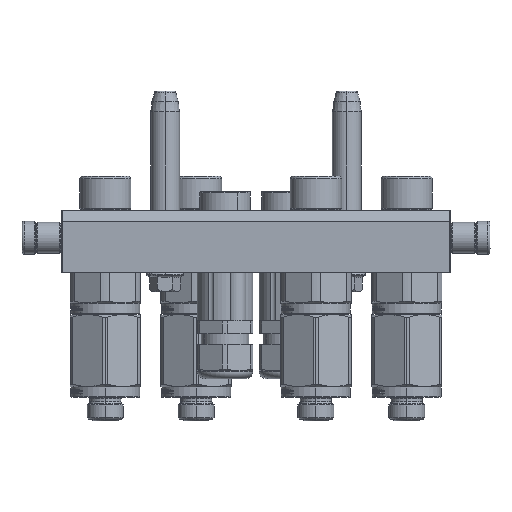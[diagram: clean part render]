
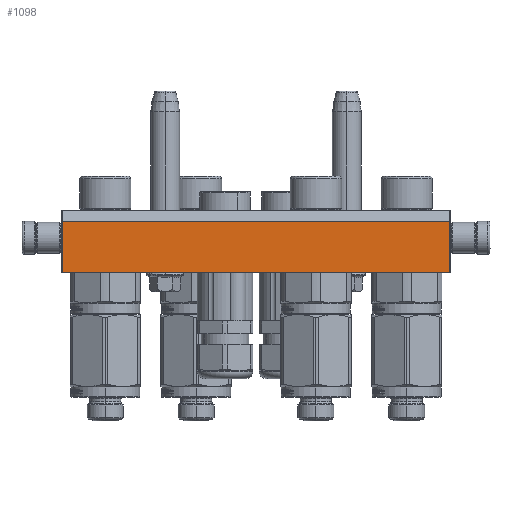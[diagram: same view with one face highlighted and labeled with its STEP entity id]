
A CAD part, left-side view. The second image highlights one B-rep face of the part: STEP entity #1098.
In plain terms, the highlighted face is planar.
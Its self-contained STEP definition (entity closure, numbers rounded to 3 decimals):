
#1080 = VERTEX_POINT ( 'NONE', #9297 ) ;
#1098 = ADVANCED_FACE ( 'NONE', ( #63853 ), #30067, .T. ) ;
#1179 = CARTESIAN_POINT ( 'NONE',  ( -93.5, 15., -45. ) ) ;
#4710 = DIRECTION ( 'NONE',  ( -1., 0., 0. ) ) ;
#7269 = ORIENTED_EDGE ( 'NONE', *, *, #12195, .T. ) ;
#7401 = LINE ( 'NONE', #30906, #31932 ) ;
#9236 = ORIENTED_EDGE ( 'NONE', *, *, #62538, .F. ) ;
#9297 = CARTESIAN_POINT ( 'NONE',  ( 93.5, -10., -45. ) ) ;
#12195 = EDGE_CURVE ( 'NONE', #15972, #35034, #7401, .T. ) ;
#14293 = CARTESIAN_POINT ( 'NONE',  ( -93.5, -10., -45. ) ) ;
#15972 = VERTEX_POINT ( 'NONE', #57650 ) ;
#17352 = EDGE_CURVE ( 'NONE', #15972, #1080, #55315, .T. ) ;
#19855 = DIRECTION ( 'NONE',  ( 0., 0., -1. ) ) ;
#23780 = DIRECTION ( 'NONE',  ( -1., 0., 0. ) ) ;
#24106 = LINE ( 'NONE', #50217, #56796 ) ;
#30028 = DIRECTION ( 'NONE',  ( 1., 0., 0. ) ) ;
#30067 = PLANE ( 'NONE',  #53275 ) ;
#30906 = CARTESIAN_POINT ( 'NONE',  ( -93.5, -10., -45. ) ) ;
#31932 = VECTOR ( 'NONE', #52069, 1000. ) ;
#32170 = VECTOR ( 'NONE', #53972, 1000. ) ;
#34620 = LINE ( 'NONE', #38927, #32170 ) ;
#35034 = VERTEX_POINT ( 'NONE', #1179 ) ;
#35310 = VERTEX_POINT ( 'NONE', #57316 ) ;
#36049 = CARTESIAN_POINT ( 'NONE',  ( 94., -15., -45. ) ) ;
#38927 = CARTESIAN_POINT ( 'NONE',  ( 93.5, -10., -45. ) ) ;
#39051 = EDGE_CURVE ( 'NONE', #35310, #35034, #24106, .T. ) ;
#41125 = ORIENTED_EDGE ( 'NONE', *, *, #39051, .F. ) ;
#49281 = EDGE_LOOP ( 'NONE', ( #41125, #9236, #51780, #7269 ) ) ;
#50217 = CARTESIAN_POINT ( 'NONE',  ( 93.5, 15., -45. ) ) ;
#51780 = ORIENTED_EDGE ( 'NONE', *, *, #17352, .F. ) ;
#52069 = DIRECTION ( 'NONE',  ( 0., 1., 0. ) ) ;
#53275 = AXIS2_PLACEMENT_3D ( 'NONE', #36049, #19855, #4710 ) ;
#53972 = DIRECTION ( 'NONE',  ( 0., 1., 0. ) ) ;
#55315 = LINE ( 'NONE', #14293, #67619 ) ;
#56796 = VECTOR ( 'NONE', #23780, 1000. ) ;
#57316 = CARTESIAN_POINT ( 'NONE',  ( 93.5, 15., -45. ) ) ;
#57650 = CARTESIAN_POINT ( 'NONE',  ( -93.5, -10., -45. ) ) ;
#62538 = EDGE_CURVE ( 'NONE', #1080, #35310, #34620, .T. ) ;
#63853 = FACE_OUTER_BOUND ( 'NONE', #49281, .T. ) ;
#67619 = VECTOR ( 'NONE', #30028, 1000. ) ;
